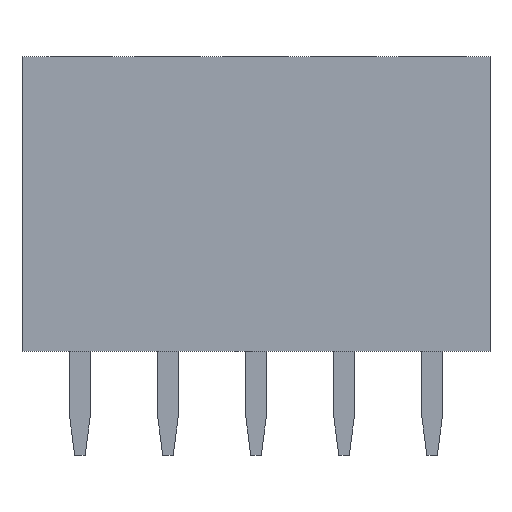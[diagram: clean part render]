
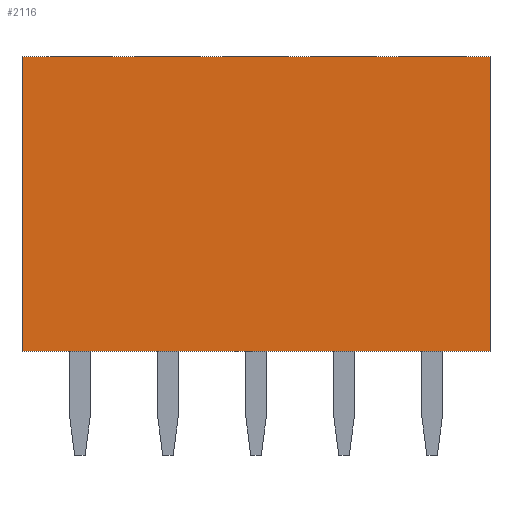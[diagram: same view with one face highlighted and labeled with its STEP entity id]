
A CAD part, front view. The second image highlights one B-rep face of the part: STEP entity #2116.
In plain terms, the highlighted planar face has unit normal (0, -1, 0).
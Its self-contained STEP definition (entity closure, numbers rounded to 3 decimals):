
#2116=ADVANCED_FACE('',(#3808),#3810,.T.);
#3808=FACE_BOUND('',#3809,.T.);
#3809=EDGE_LOOP('',(#5202,#5203,#5204,#5205));
#3810=PLANE('',#3811);
#3811=AXIS2_PLACEMENT_3D('',#3812,#3813,#3814);
#3812=CARTESIAN_POINT('',(11.83,-1.23,0.));
#3813=DIRECTION('',(0.,-1.,0.));
#3814=DIRECTION('',(0.,0.,1.));
#5202=ORIENTED_EDGE('',*,*,#5912,.T.);
#5203=ORIENTED_EDGE('',*,*,#5970,.T.);
#5204=ORIENTED_EDGE('',*,*,#5916,.F.);
#5205=ORIENTED_EDGE('',*,*,#5914,.F.);
#5912=EDGE_CURVE('',#6923,#6921,#6924,.T.);
#5914=EDGE_CURVE('',#6923,#6926,#6927,.T.);
#5916=EDGE_CURVE('',#6926,#6929,#6930,.T.);
#5970=EDGE_CURVE('',#6921,#6929,#7004,.T.);
#6921=VERTEX_POINT('',#9037);
#6923=VERTEX_POINT('',#9041);
#6924=LINE('',#9042,#9043);
#6926=VERTEX_POINT('',#9048);
#6927=LINE('',#9049,#9050);
#6929=VERTEX_POINT('',#9055);
#6930=LINE('',#9056,#9057);
#7004=LINE('',#9238,#9239);
#9037=CARTESIAN_POINT('',(11.83,-1.23,8.5));
#9041=CARTESIAN_POINT('',(11.83,-1.23,0.));
#9042=CARTESIAN_POINT('',(11.83,-1.23,0.));
#9043=VECTOR('',#9044,1.);
#9044=DIRECTION('',(0.,0.,1.));
#9048=CARTESIAN_POINT('',(-1.67,-1.23,0.));
#9049=CARTESIAN_POINT('',(11.83,-1.23,0.));
#9050=VECTOR('',#9051,1.);
#9051=DIRECTION('',(-1.,0.,0.));
#9055=CARTESIAN_POINT('',(-1.67,-1.23,8.5));
#9056=CARTESIAN_POINT('',(-1.67,-1.23,0.));
#9057=VECTOR('',#9058,1.);
#9058=DIRECTION('',(0.,0.,1.));
#9238=CARTESIAN_POINT('',(11.83,-1.23,8.5));
#9239=VECTOR('',#9240,1.);
#9240=DIRECTION('',(-1.,0.,0.));
